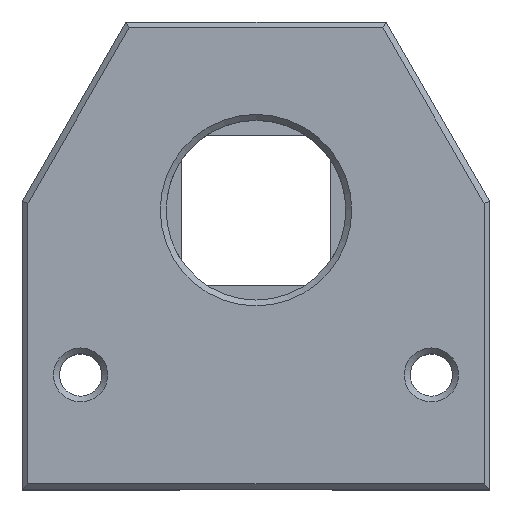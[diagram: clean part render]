
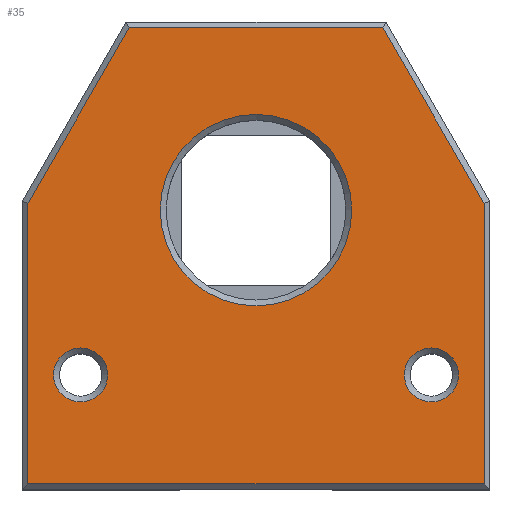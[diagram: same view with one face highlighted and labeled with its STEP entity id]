
A CAD part, top view. The second image highlights one B-rep face of the part: STEP entity #35.
In plain terms, the highlighted planar face has unit normal (0, 0, 1).
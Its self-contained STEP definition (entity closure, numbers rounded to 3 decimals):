
#35 = ADVANCED_FACE('',(#36,#86,#97,#108),#119,.T.);
#36 = FACE_BOUND('',#37,.T.);
#37 = EDGE_LOOP('',(#38,#48,#56,#64,#72,#80));
#38 = ORIENTED_EDGE('',*,*,#39,.F.);
#39 = EDGE_CURVE('',#40,#42,#44,.T.);
#40 = VERTEX_POINT('',#41);
#41 = CARTESIAN_POINT('',(-15.6,0.48,
    0.));
#42 = VERTEX_POINT('',#43);
#43 = CARTESIAN_POINT('',(-8.675,12.475,0.));
#44 = LINE('',#45,#46);
#45 = CARTESIAN_POINT('',(-15.654,0.387,0.));
#46 = VECTOR('',#47,1.);
#47 = DIRECTION('',(0.5,0.866,0.));
#48 = ORIENTED_EDGE('',*,*,#49,.F.);
#49 = EDGE_CURVE('',#50,#40,#52,.T.);
#50 = VERTEX_POINT('',#51);
#51 = CARTESIAN_POINT('',(-15.6,-18.725,0.));
#52 = LINE('',#53,#54);
#53 = CARTESIAN_POINT('',(-15.6,-19.125,0.));
#54 = VECTOR('',#55,1.);
#55 = DIRECTION('',(0.,1.,0.));
#56 = ORIENTED_EDGE('',*,*,#57,.F.);
#57 = EDGE_CURVE('',#58,#50,#60,.T.);
#58 = VERTEX_POINT('',#59);
#59 = CARTESIAN_POINT('',(15.6,-18.725,0.));
#60 = LINE('',#61,#62);
#61 = CARTESIAN_POINT('',(16.,-18.725,0.));
#62 = VECTOR('',#63,1.);
#63 = DIRECTION('',(-1.,0.,0.));
#64 = ORIENTED_EDGE('',*,*,#65,.F.);
#65 = EDGE_CURVE('',#66,#58,#68,.T.);
#66 = VERTEX_POINT('',#67);
#67 = CARTESIAN_POINT('',(15.6,0.48,0.));
#68 = LINE('',#69,#70);
#69 = CARTESIAN_POINT('',(15.6,0.587,0.));
#70 = VECTOR('',#71,1.);
#71 = DIRECTION('',(0.,-1.,0.));
#72 = ORIENTED_EDGE('',*,*,#73,.F.);
#73 = EDGE_CURVE('',#74,#66,#76,.T.);
#74 = VERTEX_POINT('',#75);
#75 = CARTESIAN_POINT('',(8.675,12.475,0.));
#76 = LINE('',#77,#78);
#77 = CARTESIAN_POINT('',(8.559,12.675,0.));
#78 = VECTOR('',#79,1.);
#79 = DIRECTION('',(0.5,-0.866,0.));
#80 = ORIENTED_EDGE('',*,*,#81,.F.);
#81 = EDGE_CURVE('',#42,#74,#82,.T.);
#82 = LINE('',#83,#84);
#83 = CARTESIAN_POINT('',(-8.906,12.475,0.));
#84 = VECTOR('',#85,1.);
#85 = DIRECTION('',(1.,0.,0.));
#86 = FACE_BOUND('',#87,.T.);
#87 = EDGE_LOOP('',(#88));
#88 = ORIENTED_EDGE('',*,*,#89,.F.);
#89 = EDGE_CURVE('',#90,#90,#92,.T.);
#90 = VERTEX_POINT('',#91);
#91 = CARTESIAN_POINT('',(6.55,0.,0.));
#92 = CIRCLE('',#93,6.55);
#93 = AXIS2_PLACEMENT_3D('',#94,#95,#96);
#94 = CARTESIAN_POINT('',(0.,0.,0.));
#95 = DIRECTION('',(0.,0.,1.));
#96 = DIRECTION('',(1.,0.,0.));
#97 = FACE_BOUND('',#98,.T.);
#98 = EDGE_LOOP('',(#99));
#99 = ORIENTED_EDGE('',*,*,#100,.F.);
#100 = EDGE_CURVE('',#101,#101,#103,.T.);
#101 = VERTEX_POINT('',#102);
#102 = CARTESIAN_POINT('',(13.85,-11.275,0.));
#103 = CIRCLE('',#104,1.85);
#104 = AXIS2_PLACEMENT_3D('',#105,#106,#107);
#105 = CARTESIAN_POINT('',(12.,-11.275,0.));
#106 = DIRECTION('',(0.,0.,1.));
#107 = DIRECTION('',(1.,0.,0.));
#108 = FACE_BOUND('',#109,.T.);
#109 = EDGE_LOOP('',(#110));
#110 = ORIENTED_EDGE('',*,*,#111,.F.);
#111 = EDGE_CURVE('',#112,#112,#114,.T.);
#112 = VERTEX_POINT('',#113);
#113 = CARTESIAN_POINT('',(-10.15,-11.275,0.));
#114 = CIRCLE('',#115,1.85);
#115 = AXIS2_PLACEMENT_3D('',#116,#117,#118);
#116 = CARTESIAN_POINT('',(-12.,-11.275,0.));
#117 = DIRECTION('',(0.,0.,1.));
#118 = DIRECTION('',(1.,0.,0.));
#119 = PLANE('',#120);
#120 = AXIS2_PLACEMENT_3D('',#121,#122,#123);
#121 = CARTESIAN_POINT('',(0.,-4.416,0.));
#122 = DIRECTION('',(0.,0.,1.));
#123 = DIRECTION('',(1.,0.,0.));
